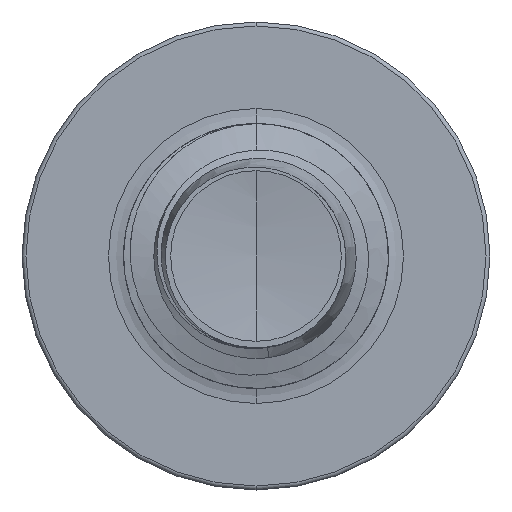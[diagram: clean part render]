
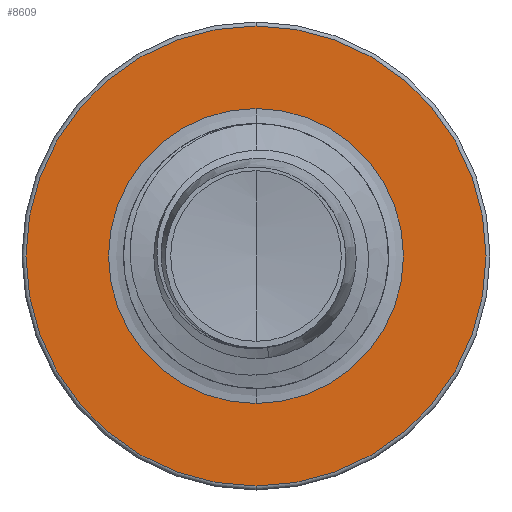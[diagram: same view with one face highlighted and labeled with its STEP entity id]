
A CAD part, front view. The second image highlights one B-rep face of the part: STEP entity #8609.
In plain terms, the highlighted planar face has unit normal (0, -1, 0).
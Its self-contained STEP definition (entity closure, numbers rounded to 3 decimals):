
#63 = DIRECTION ( 'NONE',  ( 0., 0., 1. ) ) ;
#92 = DIRECTION ( 'NONE',  ( 0., 1., 0. ) ) ;
#133 = CARTESIAN_POINT ( 'NONE',  ( 0., 7., -1.67 ) ) ;
#747 = ORIENTED_EDGE ( 'NONE', *, *, #4002, .T. ) ;
#1069 = PLANE ( 'NONE',  #17530 ) ;
#1264 = ORIENTED_EDGE ( 'NONE', *, *, #11985, .T. ) ;
#1465 = FACE_OUTER_BOUND ( 'NONE', #5463, .T. ) ;
#2342 = CARTESIAN_POINT ( 'NONE',  ( 0., 7., -2.605 ) ) ;
#2666 = VERTEX_POINT ( 'NONE', #2342 ) ;
#4002 = EDGE_CURVE ( 'NONE', #8841, #13427, #12318, .T. ) ;
#5463 = EDGE_LOOP ( 'NONE', ( #20833, #18140 ) ) ;
#5673 = AXIS2_PLACEMENT_3D ( 'NONE', #8077, #8050, #8045 ) ;
#6432 = EDGE_LOOP ( 'NONE', ( #1264, #747 ) ) ;
#6991 = CARTESIAN_POINT ( 'NONE',  ( 0., 7., 2.605 ) ) ;
#8045 = DIRECTION ( 'NONE',  ( 0., 0., 1. ) ) ;
#8050 = DIRECTION ( 'NONE',  ( 0., 1., 0. ) ) ;
#8077 = CARTESIAN_POINT ( 'NONE',  ( 0., 7., 0. ) ) ;
#8609 = ADVANCED_FACE ( 'NONE', ( #1465, #21665 ), #1069, .F. ) ;
#8841 = VERTEX_POINT ( 'NONE', #22049 ) ;
#9759 = DIRECTION ( 'NONE',  ( 0., 0., 1. ) ) ;
#9792 = DIRECTION ( 'NONE',  ( 0., 1., 0. ) ) ;
#9795 = CARTESIAN_POINT ( 'NONE',  ( 0., 7., 0. ) ) ;
#10357 = CIRCLE ( 'NONE', #5673, 2.605 ) ;
#10633 = EDGE_CURVE ( 'NONE', #2666, #14638, #10357, .T. ) ;
#11985 = EDGE_CURVE ( 'NONE', #13427, #8841, #21802, .T. ) ;
#12318 = CIRCLE ( 'NONE', #16241, 1.67 ) ;
#13062 = EDGE_CURVE ( 'NONE', #14638, #2666, #22301, .T. ) ;
#13427 = VERTEX_POINT ( 'NONE', #20303 ) ;
#14638 = VERTEX_POINT ( 'NONE', #6991 ) ;
#15432 = DIRECTION ( 'NONE',  ( 0., 0., 1. ) ) ;
#15964 = DIRECTION ( 'NONE',  ( 0., 1., 0. ) ) ;
#16241 = AXIS2_PLACEMENT_3D ( 'NONE', #9795, #9792, #9759 ) ;
#17001 = CARTESIAN_POINT ( 'NONE',  ( 0., 7., 0. ) ) ;
#17530 = AXIS2_PLACEMENT_3D ( 'NONE', #133, #92, #63 ) ;
#18140 = ORIENTED_EDGE ( 'NONE', *, *, #10633, .F. ) ;
#19894 = AXIS2_PLACEMENT_3D ( 'NONE', #21443, #22670, #22022 ) ;
#20303 = CARTESIAN_POINT ( 'NONE',  ( 0., 7., 1.67 ) ) ;
#20409 = AXIS2_PLACEMENT_3D ( 'NONE', #17001, #15964, #15432 ) ;
#20833 = ORIENTED_EDGE ( 'NONE', *, *, #13062, .F. ) ;
#21443 = CARTESIAN_POINT ( 'NONE',  ( 0., 7., 0. ) ) ;
#21665 = FACE_BOUND ( 'NONE', #6432, .T. ) ;
#21802 = CIRCLE ( 'NONE', #19894, 1.67 ) ;
#22022 = DIRECTION ( 'NONE',  ( 0., 0., 1. ) ) ;
#22049 = CARTESIAN_POINT ( 'NONE',  ( 0., 7., -1.67 ) ) ;
#22301 = CIRCLE ( 'NONE', #20409, 2.605 ) ;
#22670 = DIRECTION ( 'NONE',  ( 0., 1., 0. ) ) ;
